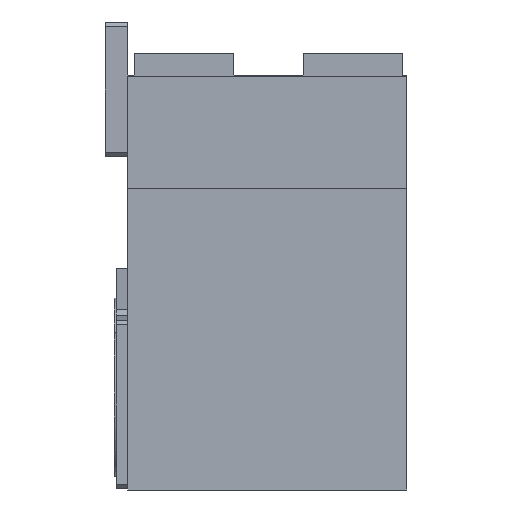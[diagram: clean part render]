
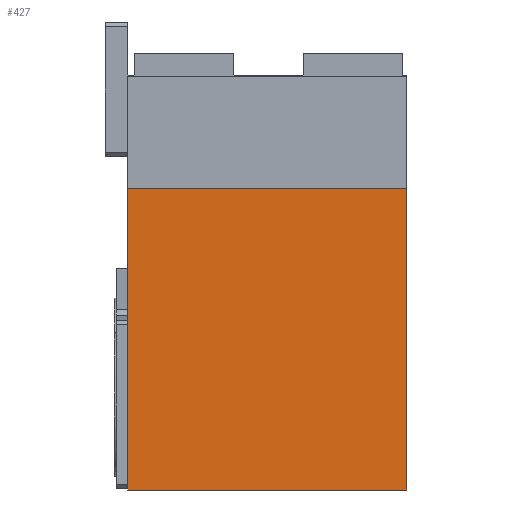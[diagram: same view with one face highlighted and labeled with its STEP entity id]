
A CAD part, front view. The second image highlights one B-rep face of the part: STEP entity #427.
In plain terms, the highlighted planar face has unit normal (0, -1, 0).
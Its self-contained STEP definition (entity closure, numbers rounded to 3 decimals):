
#51=FACE_OUTER_BOUND('',#553,.T.);
#104=PLANE('',#1272);
#209=LINE('',#2055,#339);
#210=LINE('',#2057,#340);
#211=LINE('',#2059,#341);
#212=LINE('',#2061,#342);
#339=VECTOR('',#1445,1.);
#340=VECTOR('',#1448,1.);
#341=VECTOR('',#1449,1.);
#342=VECTOR('',#1450,1.);
#427=ADVANCED_FACE('',(#51),#104,.T.);
#553=EDGE_LOOP('',(#714,#715,#716,#717));
#714=ORIENTED_EDGE('',*,*,#1113,.F.);
#715=ORIENTED_EDGE('',*,*,#1112,.F.);
#716=ORIENTED_EDGE('',*,*,#1114,.T.);
#717=ORIENTED_EDGE('',*,*,#1115,.T.);
#984=VERTEX_POINT('',#2052);
#985=VERTEX_POINT('',#2054);
#986=VERTEX_POINT('',#2058);
#987=VERTEX_POINT('',#2060);
#1112=EDGE_CURVE('',#985,#984,#209,.T.);
#1113=EDGE_CURVE('',#984,#986,#210,.T.);
#1114=EDGE_CURVE('',#985,#987,#211,.T.);
#1115=EDGE_CURVE('',#987,#986,#212,.T.);
#1272=AXIS2_PLACEMENT_3D('',#2062,#1451,#1452);
#1445=DIRECTION('',(-1.,0.,0.));
#1448=DIRECTION('',(0.,0.,1.));
#1449=DIRECTION('',(0.,0.,1.));
#1450=DIRECTION('',(-1.,0.,0.));
#1451=DIRECTION('',(0.,-1.,0.));
#1452=DIRECTION('',(0.,0.,-1.));
#2052=CARTESIAN_POINT('',(0.,-20.,-92.));
#2054=CARTESIAN_POINT('',(62.,-20.,-92.));
#2055=CARTESIAN_POINT('',(62.,-20.,-92.));
#2057=CARTESIAN_POINT('',(0.,-20.,-92.));
#2058=CARTESIAN_POINT('',(0.,-20.,-25.));
#2059=CARTESIAN_POINT('',(62.,-20.,-92.));
#2060=CARTESIAN_POINT('',(62.,-20.,-25.));
#2061=CARTESIAN_POINT('',(62.,-20.,-25.));
#2062=CARTESIAN_POINT('',(62.,-20.,-92.));
